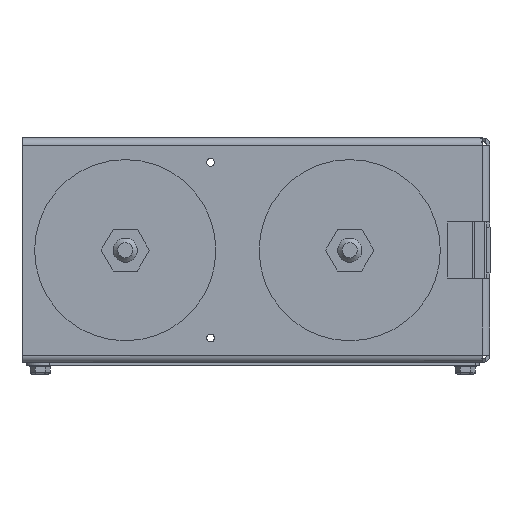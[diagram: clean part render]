
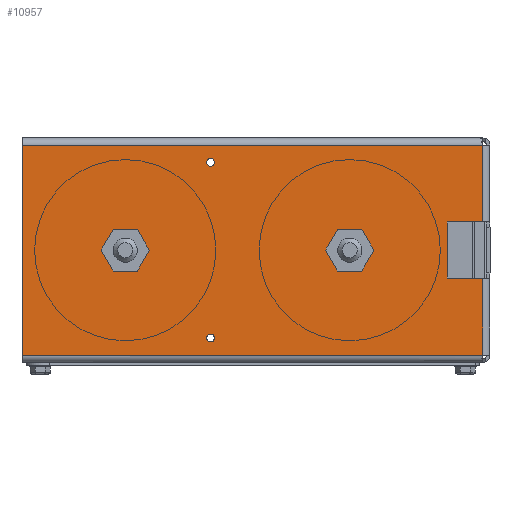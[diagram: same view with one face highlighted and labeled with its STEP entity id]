
A CAD part, front view. The second image highlights one B-rep face of the part: STEP entity #10957.
In plain terms, the highlighted planar face has unit normal (0, -1, 0).
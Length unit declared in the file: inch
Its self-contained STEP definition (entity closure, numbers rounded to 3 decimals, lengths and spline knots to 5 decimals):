
#459=FACE_BOUND('',#1906,.T.);
#460=FACE_BOUND('',#1907,.T.);
#461=FACE_BOUND('',#1908,.T.);
#462=FACE_BOUND('',#1909,.T.);
#711=CIRCLE('',#11856,0.28);
#713=CIRCLE('',#11859,0.28);
#715=CIRCLE('',#11862,0.07);
#717=CIRCLE('',#11865,0.07);
#1315=FACE_OUTER_BOUND('',#1905,.T.);
#1905=EDGE_LOOP('',(#7449,#7450,#7451,#7452,#7453,#7454,#7455,#7456,#7457,
#7458,#7459,#7460));
#1906=EDGE_LOOP('',(#7461));
#1907=EDGE_LOOP('',(#7462));
#1908=EDGE_LOOP('',(#7463));
#1909=EDGE_LOOP('',(#7464));
#2709=LINE('',#16018,#3662);
#2711=LINE('',#16024,#3664);
#2715=LINE('',#16034,#3668);
#2716=LINE('',#16036,#3669);
#2717=LINE('',#16038,#3670);
#2718=LINE('',#16040,#3671);
#2719=LINE('',#16042,#3672);
#2720=LINE('',#16044,#3673);
#2721=LINE('',#16046,#3674);
#2722=LINE('',#16048,#3675);
#2723=LINE('',#16050,#3676);
#2724=LINE('',#16051,#3677);
#3662=VECTOR('',#13047,0.3937);
#3664=VECTOR('',#13053,0.3937);
#3668=VECTOR('',#13061,0.3937);
#3669=VECTOR('',#13062,0.3937);
#3670=VECTOR('',#13063,0.3937);
#3671=VECTOR('',#13064,0.3937);
#3672=VECTOR('',#13065,0.3937);
#3673=VECTOR('',#13066,0.3937);
#3674=VECTOR('',#13067,0.3937);
#3675=VECTOR('',#13068,0.3937);
#3676=VECTOR('',#13069,0.3937);
#3677=VECTOR('',#13070,0.3937);
#4629=VERTEX_POINT('',#15990);
#4631=VERTEX_POINT('',#15996);
#4633=VERTEX_POINT('',#16002);
#4635=VERTEX_POINT('',#16008);
#4638=VERTEX_POINT('',#16015);
#4639=VERTEX_POINT('',#16017);
#4641=VERTEX_POINT('',#16023);
#4645=VERTEX_POINT('',#16033);
#4646=VERTEX_POINT('',#16035);
#4647=VERTEX_POINT('',#16037);
#4648=VERTEX_POINT('',#16039);
#4649=VERTEX_POINT('',#16041);
#4650=VERTEX_POINT('',#16043);
#4651=VERTEX_POINT('',#16045);
#4652=VERTEX_POINT('',#16047);
#4653=VERTEX_POINT('',#16049);
#5751=EDGE_CURVE('',#4629,#4629,#711,.T.);
#5754=EDGE_CURVE('',#4631,#4631,#713,.T.);
#5757=EDGE_CURVE('',#4633,#4633,#715,.T.);
#5760=EDGE_CURVE('',#4635,#4635,#717,.T.);
#5764=EDGE_CURVE('',#4638,#4639,#2709,.T.);
#5767=EDGE_CURVE('',#4641,#4639,#2711,.T.);
#5772=EDGE_CURVE('',#4645,#4638,#2715,.T.);
#5773=EDGE_CURVE('',#4646,#4645,#2716,.T.);
#5774=EDGE_CURVE('',#4647,#4646,#2717,.T.);
#5775=EDGE_CURVE('',#4648,#4647,#2718,.T.);
#5776=EDGE_CURVE('',#4648,#4649,#2719,.T.);
#5777=EDGE_CURVE('',#4649,#4650,#2720,.T.);
#5778=EDGE_CURVE('',#4650,#4651,#2721,.T.);
#5779=EDGE_CURVE('',#4651,#4652,#2722,.T.);
#5780=EDGE_CURVE('',#4652,#4653,#2723,.T.);
#5781=EDGE_CURVE('',#4653,#4641,#2724,.T.);
#7449=ORIENTED_EDGE('',*,*,#5764,.F.);
#7450=ORIENTED_EDGE('',*,*,#5772,.F.);
#7451=ORIENTED_EDGE('',*,*,#5773,.F.);
#7452=ORIENTED_EDGE('',*,*,#5774,.F.);
#7453=ORIENTED_EDGE('',*,*,#5775,.F.);
#7454=ORIENTED_EDGE('',*,*,#5776,.T.);
#7455=ORIENTED_EDGE('',*,*,#5777,.T.);
#7456=ORIENTED_EDGE('',*,*,#5778,.T.);
#7457=ORIENTED_EDGE('',*,*,#5779,.T.);
#7458=ORIENTED_EDGE('',*,*,#5780,.T.);
#7459=ORIENTED_EDGE('',*,*,#5781,.T.);
#7460=ORIENTED_EDGE('',*,*,#5767,.T.);
#7461=ORIENTED_EDGE('',*,*,#5751,.T.);
#7462=ORIENTED_EDGE('',*,*,#5754,.T.);
#7463=ORIENTED_EDGE('',*,*,#5757,.T.);
#7464=ORIENTED_EDGE('',*,*,#5760,.T.);
#10572=PLANE('',#11872);
#10957=ADVANCED_FACE('',(#1315,#459,#460,#461,#462),#10572,.T.);
#11856=AXIS2_PLACEMENT_3D('',#15991,#13017,#13018);
#11859=AXIS2_PLACEMENT_3D('',#15997,#13024,#13025);
#11862=AXIS2_PLACEMENT_3D('',#16003,#13031,#13032);
#11865=AXIS2_PLACEMENT_3D('',#16009,#13038,#13039);
#11872=AXIS2_PLACEMENT_3D('',#16032,#13059,#13060);
#13017=DIRECTION('center_axis',(0.,1.,0.));
#13018=DIRECTION('ref_axis',(-1.,0.,0.));
#13024=DIRECTION('center_axis',(0.,1.,0.));
#13025=DIRECTION('ref_axis',(-1.,0.,0.));
#13031=DIRECTION('center_axis',(0.,1.,0.));
#13032=DIRECTION('ref_axis',(-1.,0.,0.));
#13038=DIRECTION('center_axis',(0.,1.,0.));
#13039=DIRECTION('ref_axis',(-1.,0.,0.));
#13047=DIRECTION('',(0.,0.,-1.));
#13053=DIRECTION('',(1.,0.,0.));
#13059=DIRECTION('center_axis',(0.,-1.,0.));
#13060=DIRECTION('ref_axis',(0.,0.,-1.));
#13061=DIRECTION('',(1.,0.,0.));
#13062=DIRECTION('',(0.,0.,1.));
#13063=DIRECTION('',(-1.,0.,0.));
#13064=DIRECTION('',(0.,0.,-1.));
#13065=DIRECTION('',(-1.,0.,0.));
#13066=DIRECTION('',(0.,0.,1.));
#13067=DIRECTION('',(-1.,0.,0.));
#13068=DIRECTION('',(0.,0.,1.));
#13069=DIRECTION('',(1.,0.,0.));
#13070=DIRECTION('',(0.,0.,1.));
#15990=CARTESIAN_POINT('',(-2.22,-0.0635,0.));
#15991=CARTESIAN_POINT('Origin',(-2.5,-0.0635,
0.));
#15996=CARTESIAN_POINT('',(-6.22,-0.0635,0.));
#15997=CARTESIAN_POINT('Origin',(-6.5,-0.0635,
0.));
#16002=CARTESIAN_POINT('',(-4.91,-0.0635,-1.565));
#16003=CARTESIAN_POINT('Origin',(-4.98,-0.0635,-1.565));
#16008=CARTESIAN_POINT('',(-4.91,-0.0635,1.565));
#16009=CARTESIAN_POINT('Origin',(-4.98,-0.0635,1.565));
#16015=CARTESIAN_POINT('',(-0.127,-0.0635,1.873));
#16017=CARTESIAN_POINT('',(-0.127,-0.0635,0.505));
#16018=CARTESIAN_POINT('',(-0.127,-0.0635,0.));
#16023=CARTESIAN_POINT('',(-0.76,-0.0635,0.505));
#16024=CARTESIAN_POINT('',(0.,-0.0635,0.505));
#16032=CARTESIAN_POINT('Origin',(0.,-0.0635,0.));
#16033=CARTESIAN_POINT('',(-8.34,-0.0635,1.873));
#16034=CARTESIAN_POINT('',(-0.6063,-0.0635,1.873));
#16035=CARTESIAN_POINT('',(-8.34,-0.0635,-1.873));
#16036=CARTESIAN_POINT('',(-8.34,-0.0635,0.));
#16037=CARTESIAN_POINT('',(-0.127,-0.0635,-1.873));
#16038=CARTESIAN_POINT('',(-0.6063,-0.0635,-1.873));
#16039=CARTESIAN_POINT('',(-0.127,-0.0635,-0.505));
#16040=CARTESIAN_POINT('',(-0.127,-0.0635,0.));
#16041=CARTESIAN_POINT('',(-0.76,-0.0635,-0.505));
#16042=CARTESIAN_POINT('',(0.,-0.0635,-0.505));
#16043=CARTESIAN_POINT('',(-0.76,-0.0635,-0.475));
#16044=CARTESIAN_POINT('',(-0.76,-0.0635,-0.2275));
#16045=CARTESIAN_POINT('',(-0.7635,-0.0635,-0.475));
#16046=CARTESIAN_POINT('',(-0.38175,-0.0635,-0.475));
#16047=CARTESIAN_POINT('',(-0.7635,-0.0635,0.475));
#16048=CARTESIAN_POINT('',(-0.7635,-0.0635,0.2375));
#16049=CARTESIAN_POINT('',(-0.76,-0.0635,0.475));
#16050=CARTESIAN_POINT('',(-0.03175,-0.0635,0.475));
#16051=CARTESIAN_POINT('',(-0.76,-0.0635,0.2275));
